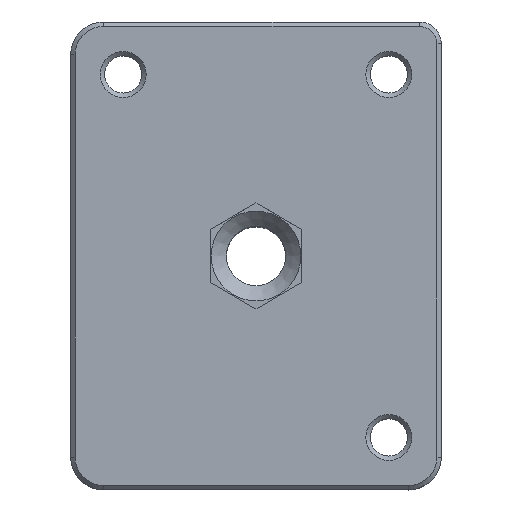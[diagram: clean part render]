
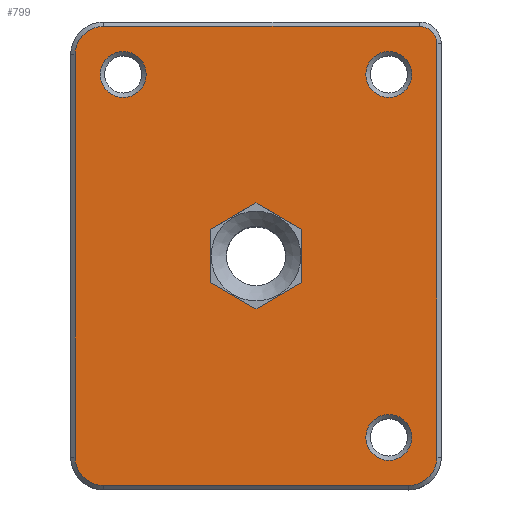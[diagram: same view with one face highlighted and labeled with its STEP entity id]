
A CAD part, top view. The second image highlights one B-rep face of the part: STEP entity #799.
In plain terms, the highlighted planar face has unit normal (0, 0, 1).
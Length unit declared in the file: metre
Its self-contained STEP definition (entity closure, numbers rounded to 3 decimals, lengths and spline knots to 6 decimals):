
#33=PLANE('',#892);
#82=LINE('',#1317,#136);
#83=LINE('',#1321,#137);
#84=LINE('',#1325,#138);
#85=LINE('',#1329,#139);
#86=LINE('',#1332,#140);
#87=LINE('',#1335,#141);
#88=LINE('',#1337,#142);
#89=LINE('',#1339,#143);
#90=LINE('',#1341,#144);
#91=LINE('',#1343,#145);
#136=VECTOR('',#1070,1.);
#137=VECTOR('',#1073,1.);
#138=VECTOR('',#1076,1.);
#139=VECTOR('',#1079,1.);
#140=VECTOR('',#1082,1.);
#141=VECTOR('',#1083,1.);
#142=VECTOR('',#1084,1.);
#143=VECTOR('',#1085,1.);
#144=VECTOR('',#1086,1.);
#145=VECTOR('',#1087,1.);
#241=ORIENTED_EDGE('',*,*,#431,.T.);
#242=ORIENTED_EDGE('',*,*,#432,.T.);
#243=ORIENTED_EDGE('',*,*,#433,.T.);
#244=ORIENTED_EDGE('',*,*,#434,.T.);
#245=ORIENTED_EDGE('',*,*,#435,.T.);
#246=ORIENTED_EDGE('',*,*,#436,.T.);
#247=ORIENTED_EDGE('',*,*,#437,.T.);
#248=ORIENTED_EDGE('',*,*,#438,.T.);
#249=ORIENTED_EDGE('',*,*,#439,.T.);
#250=ORIENTED_EDGE('',*,*,#440,.F.);
#251=ORIENTED_EDGE('',*,*,#441,.F.);
#252=ORIENTED_EDGE('',*,*,#442,.F.);
#253=ORIENTED_EDGE('',*,*,#443,.F.);
#254=ORIENTED_EDGE('',*,*,#444,.F.);
#255=ORIENTED_EDGE('',*,*,#445,.F.);
#256=ORIENTED_EDGE('',*,*,#446,.T.);
#257=ORIENTED_EDGE('',*,*,#429,.T.);
#429=EDGE_CURVE('',#521,#521,#581,.T.);
#431=EDGE_CURVE('',#523,#524,#583,.T.);
#432=EDGE_CURVE('',#524,#525,#82,.T.);
#433=EDGE_CURVE('',#525,#526,#584,.T.);
#434=EDGE_CURVE('',#526,#527,#83,.T.);
#435=EDGE_CURVE('',#527,#528,#585,.T.);
#436=EDGE_CURVE('',#528,#529,#84,.T.);
#437=EDGE_CURVE('',#529,#530,#586,.T.);
#438=EDGE_CURVE('',#530,#523,#85,.T.);
#439=EDGE_CURVE('',#531,#531,#587,.T.);
#440=EDGE_CURVE('',#532,#533,#86,.T.);
#441=EDGE_CURVE('',#534,#532,#87,.T.);
#442=EDGE_CURVE('',#535,#534,#88,.T.);
#443=EDGE_CURVE('',#536,#535,#89,.T.);
#444=EDGE_CURVE('',#537,#536,#90,.T.);
#445=EDGE_CURVE('',#533,#537,#91,.T.);
#446=EDGE_CURVE('',#538,#538,#588,.T.);
#521=VERTEX_POINT('',#1310);
#523=VERTEX_POINT('',#1315);
#524=VERTEX_POINT('',#1316);
#525=VERTEX_POINT('',#1318);
#526=VERTEX_POINT('',#1320);
#527=VERTEX_POINT('',#1322);
#528=VERTEX_POINT('',#1324);
#529=VERTEX_POINT('',#1326);
#530=VERTEX_POINT('',#1328);
#531=VERTEX_POINT('',#1331);
#532=VERTEX_POINT('',#1333);
#533=VERTEX_POINT('',#1334);
#534=VERTEX_POINT('',#1336);
#535=VERTEX_POINT('',#1338);
#536=VERTEX_POINT('',#1340);
#537=VERTEX_POINT('',#1342);
#538=VERTEX_POINT('',#1345);
#581=CIRCLE('',#890,0.0021);
#583=CIRCLE('',#893,0.0016);
#584=CIRCLE('',#894,0.0026);
#585=CIRCLE('',#895,0.0026);
#586=CIRCLE('',#896,0.0026);
#587=CIRCLE('',#897,0.0021);
#588=CIRCLE('',#898,0.0021);
#628=EDGE_LOOP('',(#241,#242,#243,#244,#245,#246,#247,#248));
#629=EDGE_LOOP('',(#249));
#630=EDGE_LOOP('',(#250,#251,#252,#253,#254,#255));
#631=EDGE_LOOP('',(#256));
#632=EDGE_LOOP('',(#257));
#706=FACE_BOUND('',#628,.T.);
#707=FACE_BOUND('',#629,.T.);
#708=FACE_BOUND('',#630,.T.);
#709=FACE_BOUND('',#631,.T.);
#710=FACE_BOUND('',#632,.T.);
#799=ADVANCED_FACE('',(#706,#707,#708,#709,#710),#33,.T.);
#890=AXIS2_PLACEMENT_3D('',#1309,#1062,#1063);
#892=AXIS2_PLACEMENT_3D('',#1313,#1066,#1067);
#893=AXIS2_PLACEMENT_3D('',#1314,#1068,#1069);
#894=AXIS2_PLACEMENT_3D('',#1319,#1071,#1072);
#895=AXIS2_PLACEMENT_3D('',#1323,#1074,#1075);
#896=AXIS2_PLACEMENT_3D('',#1327,#1077,#1078);
#897=AXIS2_PLACEMENT_3D('',#1330,#1080,#1081);
#898=AXIS2_PLACEMENT_3D('',#1344,#1088,#1089);
#1062=DIRECTION('',(0.,0.,-1.));
#1063=DIRECTION('',(-1.,0.,0.));
#1066=DIRECTION('',(0.,0.,1.));
#1067=DIRECTION('',(-1.,0.,0.));
#1068=DIRECTION('',(0.,0.,1.));
#1069=DIRECTION('',(0.707,0.707,0.));
#1070=DIRECTION('',(-1.,0.,0.));
#1071=DIRECTION('',(0.,0.,1.));
#1072=DIRECTION('',(-0.707,0.707,0.));
#1073=DIRECTION('',(0.,-1.,0.));
#1074=DIRECTION('',(0.,0.,1.));
#1075=DIRECTION('',(-0.707,-0.707,0.));
#1076=DIRECTION('',(1.,0.,0.));
#1077=DIRECTION('',(0.,0.,1.));
#1078=DIRECTION('',(0.707,-0.707,0.));
#1079=DIRECTION('',(0.,1.,0.));
#1080=DIRECTION('',(0.,0.,-1.));
#1081=DIRECTION('',(-1.,0.,0.));
#1082=DIRECTION('',(0.,1.,0.));
#1083=DIRECTION('',(0.866,0.5,0.));
#1084=DIRECTION('',(0.866,-0.5,0.));
#1085=DIRECTION('',(0.,-1.,0.));
#1086=DIRECTION('',(-0.866,-0.5,0.));
#1087=DIRECTION('',(-0.866,0.5,0.));
#1088=DIRECTION('',(0.,0.,-1.));
#1089=DIRECTION('',(-1.,0.,0.));
#1309=CARTESIAN_POINT('',(0.043559,0.022847,-0.173052));
#1310=CARTESIAN_POINT('',(0.041459,0.022847,-0.173052));
#1313=CARTESIAN_POINT('',(0.040509,0.006247,-0.173052));
#1314=CARTESIAN_POINT('',(0.070659,0.025647,-0.173052));
#1315=CARTESIAN_POINT('',(0.072259,0.025647,-0.173052));
#1316=CARTESIAN_POINT('',(0.070659,0.027247,-0.173052));
#1317=CARTESIAN_POINT('',(0.056084,0.027247,-0.173052));
#1318=CARTESIAN_POINT('',(0.041759,0.027247,-0.173052));
#1319=CARTESIAN_POINT('',(0.041759,0.024647,-0.173052));
#1320=CARTESIAN_POINT('',(0.039159,0.024647,-0.173052));
#1321=CARTESIAN_POINT('',(0.039159,0.016947,-0.173052));
#1322=CARTESIAN_POINT('',(0.039159,-0.012153,-0.173052));
#1323=CARTESIAN_POINT('',(0.041759,-0.012153,-0.173052));
#1324=CARTESIAN_POINT('',(0.041759,-0.014753,-0.173052));
#1325=CARTESIAN_POINT('',(0.038634,-0.014753,-0.173052));
#1326=CARTESIAN_POINT('',(0.069659,-0.014753,-0.173052));
#1327=CARTESIAN_POINT('',(0.069659,-0.012153,-0.173052));
#1328=CARTESIAN_POINT('',(0.072259,-0.012153,-0.173052));
#1329=CARTESIAN_POINT('',(0.072259,-0.002953,-0.173052));
#1330=CARTESIAN_POINT('',(0.067859,-0.010353,-0.173052));
#1331=CARTESIAN_POINT('',(0.065759,-0.010353,-0.173052));
#1332=CARTESIAN_POINT('',(0.059909,0.005034,-0.173052));
#1333=CARTESIAN_POINT('',(0.059909,0.003822,-0.173052));
#1334=CARTESIAN_POINT('',(0.059909,0.008672,-0.173052));
#1335=CARTESIAN_POINT('',(0.051059,-0.001288,-0.173052));
#1336=CARTESIAN_POINT('',(0.055709,0.001397,-0.173052));
#1337=CARTESIAN_POINT('',(0.046859,0.006507,-0.173052));
#1338=CARTESIAN_POINT('',(0.051509,0.003822,-0.173052));
#1339=CARTESIAN_POINT('',(0.051509,0.007459,-0.173052));
#1340=CARTESIAN_POINT('',(0.051509,0.008672,-0.173052));
#1341=CARTESIAN_POINT('',(0.048959,0.007199,-0.173052));
#1342=CARTESIAN_POINT('',(0.055709,0.011097,-0.173052));
#1343=CARTESIAN_POINT('',(0.053159,0.012569,-0.173052));
#1344=CARTESIAN_POINT('',(0.067859,0.022847,-0.173052));
#1345=CARTESIAN_POINT('',(0.065759,0.022847,-0.173052));
